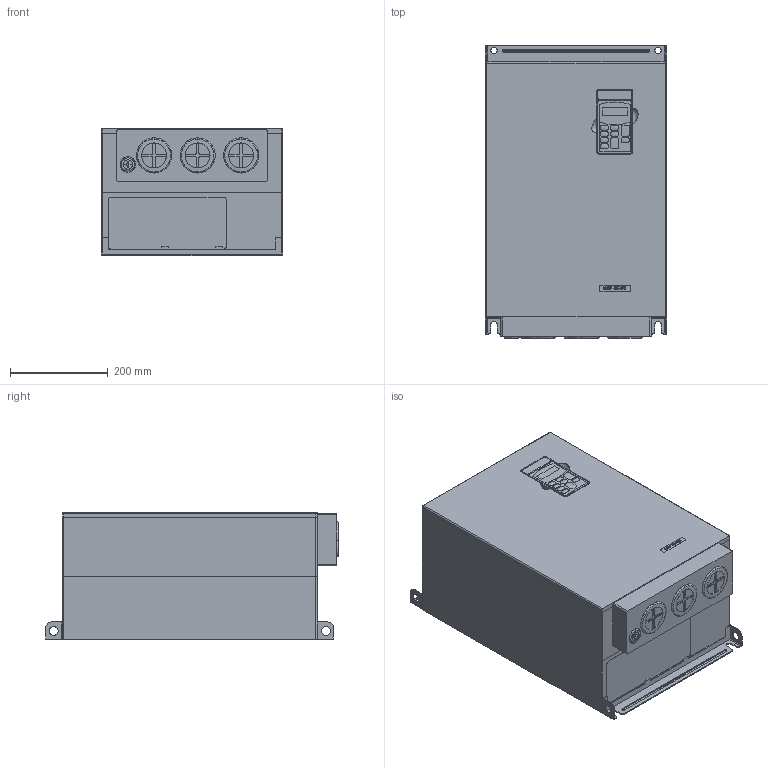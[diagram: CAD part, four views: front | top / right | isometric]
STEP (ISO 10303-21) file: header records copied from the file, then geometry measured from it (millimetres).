
FILE_DESCRIPTION (( 'STEP AP214' ), '1' );
FILE_NAME ('GS3-4060.step', '2014-07-21T20:34:02', ( '' ), ( '' ), 'SwSTEP 2.0', 'SolidWorks 2013', '' );
FILE_SCHEMA (( 'AUTOMOTIVE_DESIGN' ));
Length unit declared in the file: inch
Products named in the file (1): GS3-4060
Bounding box: 370.08 x 598.12 x 261.02 mm (x, y, z)
Volume: 50930277.9 mm3; surface area: 1178808 mm2
Topology: 3 solids, 7 shells, 871 faces, 2240 edges, 1448 vertices
Faces by surface type: plane 474, cylinder 189, bspline 178, torus 24, sphere 6
Entity records: 49847 total; most frequent: CARTESIAN_POINT 20268, ORIENTED_EDGE 4468, DIRECTION 3588, EDGE_CURVE 2234, VERTEX_POINT 1448, VECTOR 1424, LINE 1424, AXIS2_PLACEMENT_3D 1082
